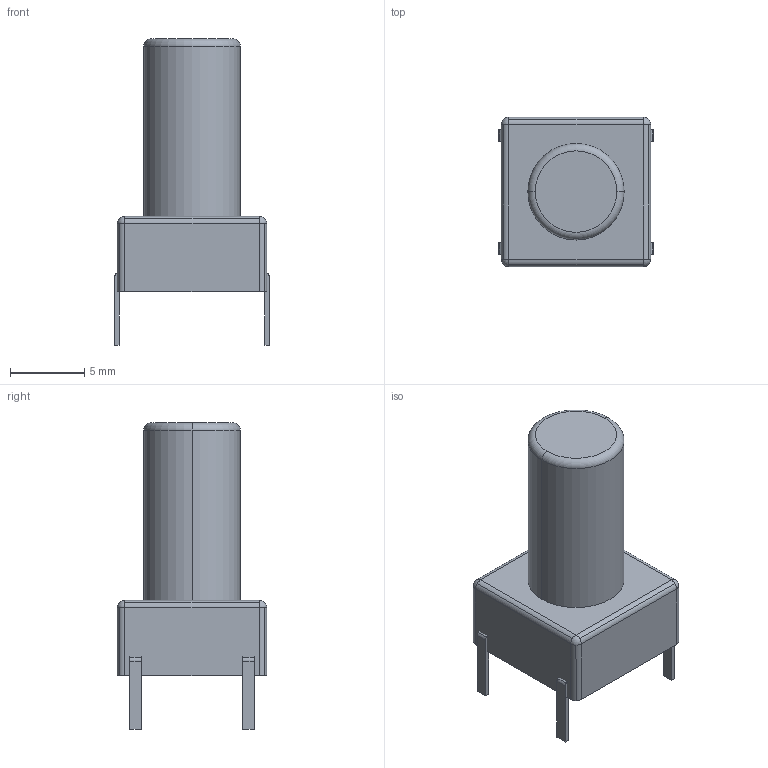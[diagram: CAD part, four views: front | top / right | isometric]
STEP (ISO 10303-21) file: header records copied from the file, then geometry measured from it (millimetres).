
FILE_DESCRIPTION((''),'2;1');
FILE_NAME('PB_MULTIMEC_3ETL9-12.stp','2009-08-31T10:26:22',(''),(''),'Mechanical Desktop 2006','Mechanical Desktop 2006',', , ');
FILE_SCHEMA(('AUTOMOTIVE_DESIGN { 1 2 10303 214 0 1 1 1 }'));
Length unit declared in the file: millimetre
Products named in the file (1): Product
Bounding box: 10.46 x 10.1 x 20.7 mm (x, y, z)
Volume: 918.9 mm3; surface area: 748 mm2
Topology: 6 solids, 6 shells, 60 faces, 135 edges, 84 vertices
Faces by surface type: cylinder 22, plane 18, bspline 14, sphere 4, torus 2
Entity records: 1757 total; most frequent: CARTESIAN_POINT 373, DIRECTION 281, ORIENTED_EDGE 260, EDGE_CURVE 130, AXIS2_PLACEMENT_3D 103, VERTEX_POINT 82, VECTOR 75, LINE 75
